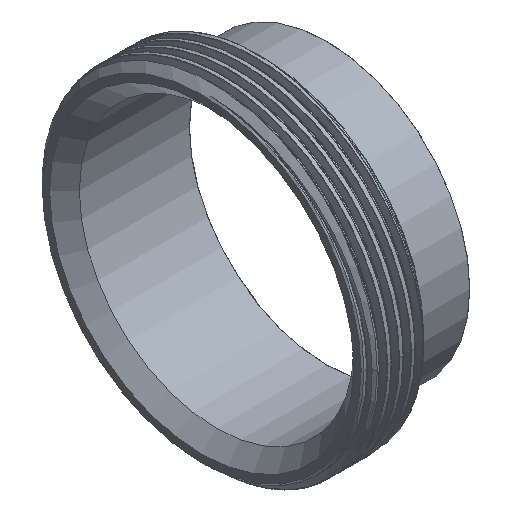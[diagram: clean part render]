
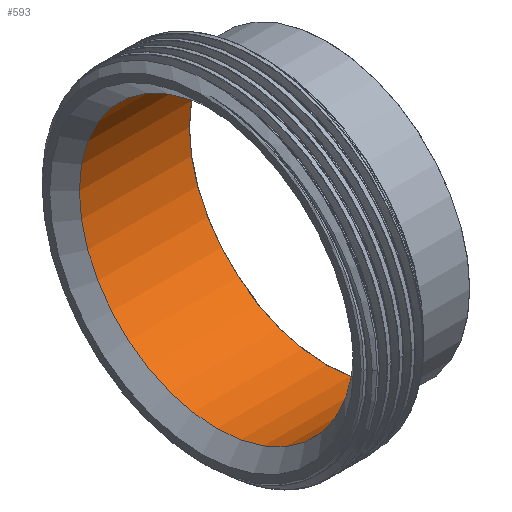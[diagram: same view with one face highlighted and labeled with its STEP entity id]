
A CAD part, isometric view. The second image highlights one B-rep face of the part: STEP entity #593.
In plain terms, the highlighted cylindrical face has radius 48.692 mm (diameter 97.384 mm), a full revolution.
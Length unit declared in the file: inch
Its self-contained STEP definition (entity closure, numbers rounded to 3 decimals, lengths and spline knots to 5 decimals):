
#44=CYLINDRICAL_SURFACE('',#670,1.917);
#72=FACE_OUTER_BOUND('',#106,.T.);
#106=EDGE_LOOP('',(#535,#536,#537,#538,#539,#540,#541));
#168=LINE('',#7675,#186);
#186=VECTOR('',#802,1.917);
#214=CIRCLE('',#666,1.917);
#215=CIRCLE('',#667,1.917);
#217=CIRCLE('',#669,1.917);
#218=CIRCLE('',#671,1.917);
#219=CIRCLE('',#672,1.917);
#278=VERTEX_POINT('',#7666);
#279=VERTEX_POINT('',#7667);
#280=VERTEX_POINT('',#7669);
#281=VERTEX_POINT('',#7674);
#282=VERTEX_POINT('',#7676);
#367=EDGE_CURVE('',#278,#279,#214,.T.);
#368=EDGE_CURVE('',#279,#280,#215,.T.);
#370=EDGE_CURVE('',#280,#278,#217,.T.);
#371=EDGE_CURVE('',#279,#281,#168,.T.);
#372=EDGE_CURVE('',#282,#281,#218,.T.);
#373=EDGE_CURVE('',#281,#282,#219,.T.);
#535=ORIENTED_EDGE('',*,*,#367,.F.);
#536=ORIENTED_EDGE('',*,*,#370,.F.);
#537=ORIENTED_EDGE('',*,*,#368,.F.);
#538=ORIENTED_EDGE('',*,*,#371,.T.);
#539=ORIENTED_EDGE('',*,*,#372,.F.);
#540=ORIENTED_EDGE('',*,*,#373,.F.);
#541=ORIENTED_EDGE('',*,*,#371,.F.);
#593=ADVANCED_FACE('',(#72),#44,.F.);
#666=AXIS2_PLACEMENT_3D('',#7668,#792,#793);
#667=AXIS2_PLACEMENT_3D('',#7670,#794,#795);
#669=AXIS2_PLACEMENT_3D('',#7672,#798,#799);
#670=AXIS2_PLACEMENT_3D('',#7673,#800,#801);
#671=AXIS2_PLACEMENT_3D('',#7677,#803,#804);
#672=AXIS2_PLACEMENT_3D('',#7678,#805,#806);
#792=DIRECTION('center_axis',(-1.,0.,0.));
#793=DIRECTION('ref_axis',(0.,-1.,0.));
#794=DIRECTION('center_axis',(-1.,0.,0.));
#795=DIRECTION('ref_axis',(0.,-1.,0.));
#798=DIRECTION('center_axis',(-1.,0.,0.));
#799=DIRECTION('ref_axis',(0.,-1.,0.));
#800=DIRECTION('center_axis',(1.,0.,0.));
#801=DIRECTION('ref_axis',(0.,1.,0.));
#802=DIRECTION('',(-1.,0.,0.));
#803=DIRECTION('center_axis',(1.,0.,0.));
#804=DIRECTION('ref_axis',(0.,1.,0.));
#805=DIRECTION('center_axis',(1.,0.,0.));
#806=DIRECTION('ref_axis',(0.,1.,0.));
#7666=CARTESIAN_POINT('',(1.745,1.917,0.));
#7667=CARTESIAN_POINT('',(1.745,-1.917,0.));
#7668=CARTESIAN_POINT('Origin',(1.745,0.,0.));
#7669=CARTESIAN_POINT('',(1.745,0.,1.917));
#7670=CARTESIAN_POINT('Origin',(1.745,0.,0.));
#7672=CARTESIAN_POINT('Origin',(1.745,0.,0.));
#7673=CARTESIAN_POINT('Origin',(0.979,0.,0.));
#7674=CARTESIAN_POINT('',(0.208,-1.917,0.));
#7675=CARTESIAN_POINT('',(0.979,-1.917,0.));
#7676=CARTESIAN_POINT('',(0.208,1.917,0.));
#7677=CARTESIAN_POINT('Origin',(0.208,0.,0.));
#7678=CARTESIAN_POINT('Origin',(0.208,0.,0.));
